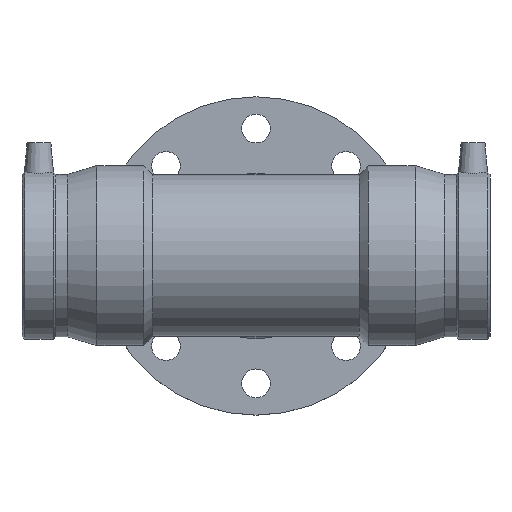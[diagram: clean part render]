
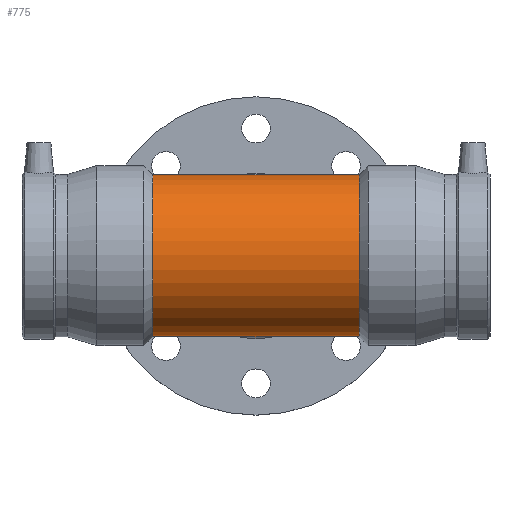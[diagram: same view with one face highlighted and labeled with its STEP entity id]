
A CAD part, top view. The second image highlights one B-rep face of the part: STEP entity #775.
In plain terms, the highlighted cylindrical face has radius 50.85 mm (diameter 101.7 mm), a full revolution.
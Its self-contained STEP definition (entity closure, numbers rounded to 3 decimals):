
#79=FACE_BOUND('',#339,.T.);
#80=FACE_BOUND('',#340,.T.);
#143=CIRCLE('',#867,50.85);
#144=CIRCLE('',#868,50.85);
#199=CYLINDRICAL_SURFACE('',#866,50.85);
#239=FACE_OUTER_BOUND('',#338,.T.);
#338=EDGE_LOOP('',(#648));
#339=EDGE_LOOP('',(#649));
#340=EDGE_LOOP('',(#650));
#424=B_SPLINE_CURVE_WITH_KNOTS('',3,(#1553,#1554,#1555,#1556,#1557,#1558,
#1559,#1560,#1561,#1562,#1563,#1564,#1565,#1566,#1567,#1568,#1569,#1570,
#1571,#1572,#1573,#1574,#1575,#1576,#1577,#1578,#1579,#1580,#1581,#1582,
#1583,#1584,#1585,#1586,#1587,#1588,#1589,#1590,#1591,#1592,#1593,#1594,
#1595,#1596,#1597,#1598,#1599,#1600,#1601,#1602,#1603,#1604,#1605,#1606,
#1607,#1608,#1609,#1610,#1611,#1612,#1613,#1614,#1615,#1616,#1617,#1618,
#1619,#1620,#1621,#1622,#1623,#1624,#1625,#1626,#1627,#1628,#1629,#1630,
#1631,#1632,#1633,#1634,#1635,#1636,#1637,#1638,#1639,#1640,#1641,#1642),
 .UNSPECIFIED.,.T.,.F.,(4,2,2,2,2,2,2,2,2,2,2,2,2,2,2,2,2,2,2,2,2,2,2,2,
2,2,2,2,2,2,2,2,2,2,2,2,2,2,2,2,2,2,2,2,4),(0.,0.317,0.634,
1.268,1.902,2.536,3.803,5.071,
6.101,7.132,8.162,9.192,10.223,
11.253,12.283,13.314,14.581,15.849,
16.483,17.117,17.751,18.068,18.385,
18.702,19.019,19.652,20.286,20.92,
22.188,23.456,24.486,25.516,26.547,
27.577,28.607,29.638,30.668,31.698,
32.966,34.234,34.868,35.501,36.135,
36.452,36.769),.UNSPECIFIED.);
#455=VERTEX_POINT('',#1552);
#464=VERTEX_POINT('',#1669);
#465=VERTEX_POINT('',#1671);
#529=EDGE_CURVE('',#455,#455,#424,.T.);
#538=EDGE_CURVE('',#464,#464,#143,.T.);
#539=EDGE_CURVE('',#465,#465,#144,.T.);
#648=ORIENTED_EDGE('',*,*,#538,.F.);
#649=ORIENTED_EDGE('',*,*,#539,.T.);
#650=ORIENTED_EDGE('',*,*,#529,.T.);
#775=ADVANCED_FACE('',(#239,#79,#80),#199,.T.);
#866=AXIS2_PLACEMENT_3D('',#1668,#1045,#1046);
#867=AXIS2_PLACEMENT_3D('',#1670,#1047,#1048);
#868=AXIS2_PLACEMENT_3D('',#1672,#1049,#1050);
#1045=DIRECTION('center_axis',(1.,0.,0.));
#1046=DIRECTION('ref_axis',(0.,1.,0.));
#1047=DIRECTION('center_axis',(1.,0.,0.));
#1048=DIRECTION('ref_axis',(0.,0.,-1.));
#1049=DIRECTION('center_axis',(1.,0.,0.));
#1050=DIRECTION('ref_axis',(0.,0.,-1.));
#1552=CARTESIAN_POINT('',(0.,50.,-9.259));
#1553=CARTESIAN_POINT('Ctrl Pts',(0.,50.,-9.259));
#1554=CARTESIAN_POINT('Ctrl Pts',(-1.056,50.,-9.259));
#1555=CARTESIAN_POINT('Ctrl Pts',(-2.001,49.968,-9.435));
#1556=CARTESIAN_POINT('Ctrl Pts',(-3.768,49.866,-9.96));
#1557=CARTESIAN_POINT('Ctrl Pts',(-4.589,49.795,-10.311));
#1558=CARTESIAN_POINT('Ctrl Pts',(-6.972,49.537,-11.508));
#1559=CARTESIAN_POINT('Ctrl Pts',(-8.446,49.305,-12.492));
#1560=CARTESIAN_POINT('Ctrl Pts',(-11.397,48.707,-14.649));
#1561=CARTESIAN_POINT('Ctrl Pts',(-12.853,48.344,-15.82));
#1562=CARTESIAN_POINT('Ctrl Pts',(-15.769,47.473,-18.269));
#1563=CARTESIAN_POINT('Ctrl Pts',(-17.229,46.964,-19.548));
#1564=CARTESIAN_POINT('Ctrl Pts',(-21.632,45.189,-23.494));
#1565=CARTESIAN_POINT('Ctrl Pts',(-24.562,43.681,-26.233));
#1566=CARTESIAN_POINT('Ctrl Pts',(-30.191,39.998,-31.566));
#1567=CARTESIAN_POINT('Ctrl Pts',(-32.889,37.822,-34.162));
#1568=CARTESIAN_POINT('Ctrl Pts',(-37.36,33.351,-38.487));
#1569=CARTESIAN_POINT('Ctrl Pts',(-39.323,31.041,-40.397));
#1570=CARTESIAN_POINT('Ctrl Pts',(-42.899,25.875,-43.885));
#1571=CARTESIAN_POINT('Ctrl Pts',(-44.512,23.018,-45.464));
#1572=CARTESIAN_POINT('Ctrl Pts',(-47.175,16.902,-48.074));
#1573=CARTESIAN_POINT('Ctrl Pts',(-48.228,13.635,-49.108));
#1574=CARTESIAN_POINT('Ctrl Pts',(-49.641,6.901,-50.497));
#1575=CARTESIAN_POINT('Ctrl Pts',(-50.,3.434,-50.85));
#1576=CARTESIAN_POINT('Ctrl Pts',(-50.,-3.434,-50.85));
#1577=CARTESIAN_POINT('Ctrl Pts',(-49.641,-6.901,-50.497));
#1578=CARTESIAN_POINT('Ctrl Pts',(-48.228,-13.635,-49.108));
#1579=CARTESIAN_POINT('Ctrl Pts',(-47.175,-16.902,-48.074));
#1580=CARTESIAN_POINT('Ctrl Pts',(-44.512,-23.018,-45.464));
#1581=CARTESIAN_POINT('Ctrl Pts',(-42.899,-25.875,-43.885));
#1582=CARTESIAN_POINT('Ctrl Pts',(-39.323,-31.041,-40.397));
#1583=CARTESIAN_POINT('Ctrl Pts',(-37.36,-33.351,-38.487));
#1584=CARTESIAN_POINT('Ctrl Pts',(-32.889,-37.822,-34.162));
#1585=CARTESIAN_POINT('Ctrl Pts',(-30.191,-39.998,-31.566));
#1586=CARTESIAN_POINT('Ctrl Pts',(-24.562,-43.681,-26.233));
#1587=CARTESIAN_POINT('Ctrl Pts',(-21.632,-45.189,-23.494));
#1588=CARTESIAN_POINT('Ctrl Pts',(-17.229,-46.964,-19.548));
#1589=CARTESIAN_POINT('Ctrl Pts',(-15.769,-47.473,-18.269));
#1590=CARTESIAN_POINT('Ctrl Pts',(-12.853,-48.344,-15.82));
#1591=CARTESIAN_POINT('Ctrl Pts',(-11.397,-48.707,-14.649));
#1592=CARTESIAN_POINT('Ctrl Pts',(-8.446,-49.305,-12.492));
#1593=CARTESIAN_POINT('Ctrl Pts',(-6.972,-49.537,-11.508));
#1594=CARTESIAN_POINT('Ctrl Pts',(-4.589,-49.795,-10.311));
#1595=CARTESIAN_POINT('Ctrl Pts',(-3.768,-49.866,-9.96));
#1596=CARTESIAN_POINT('Ctrl Pts',(-2.001,-49.968,-9.435));
#1597=CARTESIAN_POINT('Ctrl Pts',(-1.056,-50.,-9.259));
#1598=CARTESIAN_POINT('Ctrl Pts',(1.056,-50.,-9.259));
#1599=CARTESIAN_POINT('Ctrl Pts',(2.001,-49.968,-9.435));
#1600=CARTESIAN_POINT('Ctrl Pts',(3.768,-49.866,-9.96));
#1601=CARTESIAN_POINT('Ctrl Pts',(4.589,-49.795,-10.311));
#1602=CARTESIAN_POINT('Ctrl Pts',(6.972,-49.537,-11.508));
#1603=CARTESIAN_POINT('Ctrl Pts',(8.446,-49.305,-12.492));
#1604=CARTESIAN_POINT('Ctrl Pts',(11.397,-48.707,-14.649));
#1605=CARTESIAN_POINT('Ctrl Pts',(12.853,-48.344,-15.82));
#1606=CARTESIAN_POINT('Ctrl Pts',(15.769,-47.473,-18.269));
#1607=CARTESIAN_POINT('Ctrl Pts',(17.229,-46.964,-19.548));
#1608=CARTESIAN_POINT('Ctrl Pts',(21.632,-45.189,-23.494));
#1609=CARTESIAN_POINT('Ctrl Pts',(24.562,-43.681,-26.233));
#1610=CARTESIAN_POINT('Ctrl Pts',(30.191,-39.998,-31.566));
#1611=CARTESIAN_POINT('Ctrl Pts',(32.889,-37.822,-34.162));
#1612=CARTESIAN_POINT('Ctrl Pts',(37.36,-33.351,-38.487));
#1613=CARTESIAN_POINT('Ctrl Pts',(39.323,-31.041,-40.397));
#1614=CARTESIAN_POINT('Ctrl Pts',(42.899,-25.875,-43.885));
#1615=CARTESIAN_POINT('Ctrl Pts',(44.512,-23.018,-45.464));
#1616=CARTESIAN_POINT('Ctrl Pts',(47.175,-16.902,-48.074));
#1617=CARTESIAN_POINT('Ctrl Pts',(48.228,-13.635,-49.108));
#1618=CARTESIAN_POINT('Ctrl Pts',(49.641,-6.901,-50.497));
#1619=CARTESIAN_POINT('Ctrl Pts',(50.,-3.434,-50.85));
#1620=CARTESIAN_POINT('Ctrl Pts',(50.,3.434,-50.85));
#1621=CARTESIAN_POINT('Ctrl Pts',(49.641,6.901,-50.497));
#1622=CARTESIAN_POINT('Ctrl Pts',(48.228,13.635,-49.108));
#1623=CARTESIAN_POINT('Ctrl Pts',(47.175,16.902,-48.074));
#1624=CARTESIAN_POINT('Ctrl Pts',(44.512,23.018,-45.464));
#1625=CARTESIAN_POINT('Ctrl Pts',(42.899,25.875,-43.885));
#1626=CARTESIAN_POINT('Ctrl Pts',(39.323,31.041,-40.397));
#1627=CARTESIAN_POINT('Ctrl Pts',(37.36,33.351,-38.487));
#1628=CARTESIAN_POINT('Ctrl Pts',(32.889,37.822,-34.162));
#1629=CARTESIAN_POINT('Ctrl Pts',(30.191,39.998,-31.566));
#1630=CARTESIAN_POINT('Ctrl Pts',(24.562,43.681,-26.233));
#1631=CARTESIAN_POINT('Ctrl Pts',(21.632,45.189,-23.494));
#1632=CARTESIAN_POINT('Ctrl Pts',(17.229,46.964,-19.548));
#1633=CARTESIAN_POINT('Ctrl Pts',(15.769,47.473,-18.269));
#1634=CARTESIAN_POINT('Ctrl Pts',(12.853,48.344,-15.82));
#1635=CARTESIAN_POINT('Ctrl Pts',(11.397,48.707,-14.649));
#1636=CARTESIAN_POINT('Ctrl Pts',(8.446,49.305,-12.492));
#1637=CARTESIAN_POINT('Ctrl Pts',(6.972,49.537,-11.508));
#1638=CARTESIAN_POINT('Ctrl Pts',(4.589,49.795,-10.311));
#1639=CARTESIAN_POINT('Ctrl Pts',(3.768,49.866,-9.96));
#1640=CARTESIAN_POINT('Ctrl Pts',(2.001,49.968,-9.435));
#1641=CARTESIAN_POINT('Ctrl Pts',(1.056,50.,-9.259));
#1642=CARTESIAN_POINT('Ctrl Pts',(0.,50.,-9.259));
#1668=CARTESIAN_POINT('Origin',(0.,0.,0.));
#1669=CARTESIAN_POINT('',(64.974,50.85,0.));
#1670=CARTESIAN_POINT('Origin',(64.974,0.,0.));
#1671=CARTESIAN_POINT('',(-64.974,50.85,0.));
#1672=CARTESIAN_POINT('Origin',(-64.974,0.,0.));
